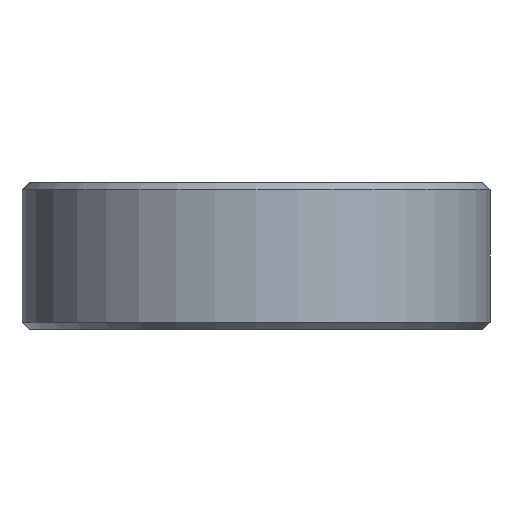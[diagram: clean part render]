
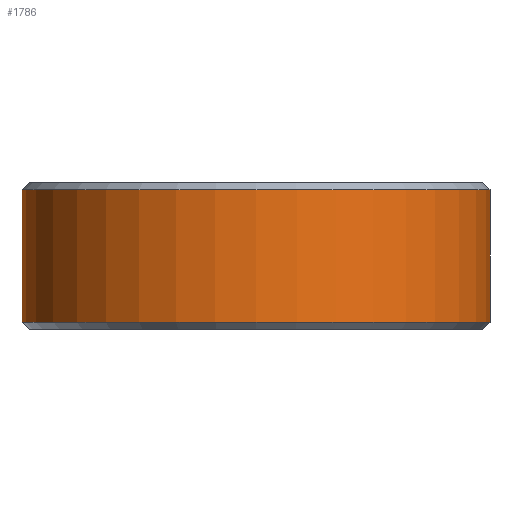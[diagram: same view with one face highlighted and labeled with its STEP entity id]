
A CAD part, front view. The second image highlights one B-rep face of the part: STEP entity #1786.
In plain terms, the highlighted cylindrical face has radius 7.938 mm (diameter 15.875 mm), a partial arc.
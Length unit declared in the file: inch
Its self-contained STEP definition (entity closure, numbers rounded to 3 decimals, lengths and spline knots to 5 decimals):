
#56 = CARTESIAN_POINT ( 'NONE',  ( -0.3125, 0., 0.0882 ) ) ;
#61 = DIRECTION ( 'NONE',  ( 1., 0., 0. ) ) ;
#69 = DIRECTION ( 'NONE',  ( 0., 0., 1. ) ) ;
#95 = CARTESIAN_POINT ( 'NONE',  ( 0., 0., 0.0882 ) ) ;
#127 = CYLINDRICAL_SURFACE ( 'NONE', #820, 0.3125 ) ;
#145 = AXIS2_PLACEMENT_3D ( 'NONE', #95, #987, #1572 ) ;
#194 = DIRECTION ( 'NONE',  ( 0., 0., 1. ) ) ;
#211 = AXIS2_PLACEMENT_3D ( 'NONE', #1126, #69, #61 ) ;
#220 = VERTEX_POINT ( 'NONE', #1627 ) ;
#437 = CARTESIAN_POINT ( 'NONE',  ( -0.3125, 0., -0.0882 ) ) ;
#493 = CARTESIAN_POINT ( 'NONE',  ( 0.3125, 0., 0.0882 ) ) ;
#546 = EDGE_CURVE ( 'NONE', #616, #1632, #925, .T. ) ;
#572 = ORIENTED_EDGE ( 'NONE', *, *, #1031, .T. ) ;
#616 = VERTEX_POINT ( 'NONE', #437 ) ;
#666 = VECTOR ( 'NONE', #194, 39.37008 ) ;
#818 = CIRCLE ( 'NONE', #211, 0.3125 ) ;
#820 = AXIS2_PLACEMENT_3D ( 'NONE', #898, #1352, #1510 ) ;
#874 = EDGE_LOOP ( 'NONE', ( #1591, #1313, #572, #1429 ) ) ;
#898 = CARTESIAN_POINT ( 'NONE',  ( 0., 0., 0.098 ) ) ;
#925 = LINE ( 'NONE', #1364, #666 ) ;
#987 = DIRECTION ( 'NONE',  ( 0., 0., 1. ) ) ;
#992 = VERTEX_POINT ( 'NONE', #493 ) ;
#1024 = DIRECTION ( 'NONE',  ( 0., 0., 1. ) ) ;
#1031 = EDGE_CURVE ( 'NONE', #220, #992, #1329, .T. ) ;
#1126 = CARTESIAN_POINT ( 'NONE',  ( 0., 0., -0.0882 ) ) ;
#1313 = ORIENTED_EDGE ( 'NONE', *, *, #1539, .T. ) ;
#1321 = EDGE_CURVE ( 'NONE', #1632, #992, #1520, .T. ) ;
#1329 = LINE ( 'NONE', #1759, #1890 ) ;
#1352 = DIRECTION ( 'NONE',  ( 0., 0., 1. ) ) ;
#1364 = CARTESIAN_POINT ( 'NONE',  ( -0.3125, 0., 0.098 ) ) ;
#1429 = ORIENTED_EDGE ( 'NONE', *, *, #1321, .F. ) ;
#1510 = DIRECTION ( 'NONE',  ( 1., 0., 0. ) ) ;
#1520 = CIRCLE ( 'NONE', #145, 0.3125 ) ;
#1539 = EDGE_CURVE ( 'NONE', #616, #220, #818, .T. ) ;
#1572 = DIRECTION ( 'NONE',  ( 1., 0., 0. ) ) ;
#1591 = ORIENTED_EDGE ( 'NONE', *, *, #546, .F. ) ;
#1627 = CARTESIAN_POINT ( 'NONE',  ( 0.3125, 0., -0.0882 ) ) ;
#1632 = VERTEX_POINT ( 'NONE', #56 ) ;
#1759 = CARTESIAN_POINT ( 'NONE',  ( 0.3125, 0., 0.098 ) ) ;
#1786 = ADVANCED_FACE ( 'NONE', ( #1837 ), #127, .T. ) ;
#1837 = FACE_OUTER_BOUND ( 'NONE', #874, .T. ) ;
#1890 = VECTOR ( 'NONE', #1024, 39.37008 ) ;
